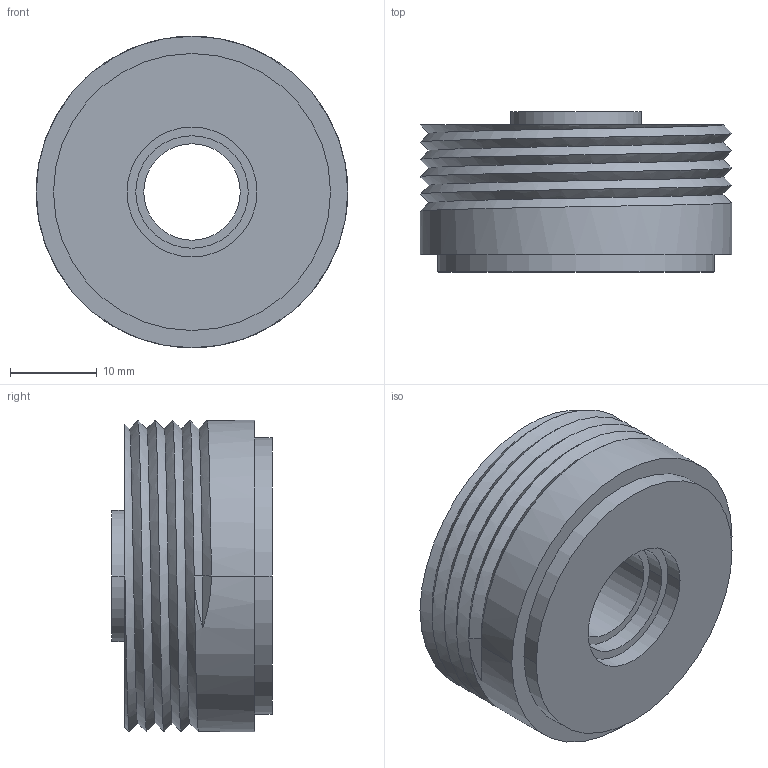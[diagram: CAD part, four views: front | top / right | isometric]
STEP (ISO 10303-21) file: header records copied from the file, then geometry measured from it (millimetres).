
FILE_DESCRIPTION((''),'2;1');
FILE_NAME('E3','2015-10-05T',('Ishan'),(''),'PRO/ENGINEER BY PARAMETRIC TECHNOLOGY CORPORATION, 2015280','PRO/ENGINEER BY PARAMETRIC TECHNOLOGY CORPORATION, 2015280','');
FILE_SCHEMA(('CONFIG_CONTROL_DESIGN'));
Length unit declared in the file: millimetre
Products named in the file (1): E3
Bounding box: 36 x 18.5 x 36 mm (x, y, z)
Volume: 8204.5 mm3; surface area: 6458.3 mm2
Topology: 1 solids, 1 shells, 31 faces, 70 edges, 46 vertices
Faces by surface type: cylinder 14, plane 9, bspline 4, cone 4
Entity records: 1932 total; most frequent: CARTESIAN_POINT 1205, ORIENTED_EDGE 140, DIRECTION 137, EDGE_CURVE 70, AXIS2_PLACEMENT_3D 57, VERTEX_POINT 46, EDGE_LOOP 38, FACE_OUTER_BOUND 31
